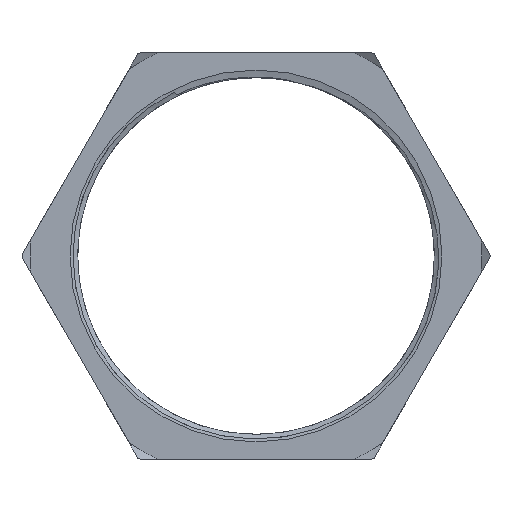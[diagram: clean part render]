
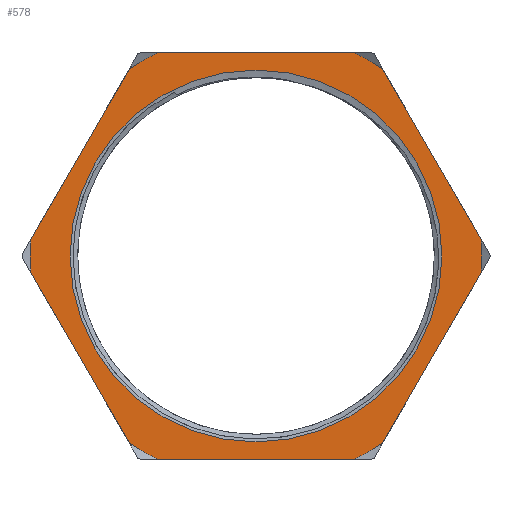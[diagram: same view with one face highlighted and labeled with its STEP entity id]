
A CAD part, left-side view. The second image highlights one B-rep face of the part: STEP entity #578.
In plain terms, the highlighted planar face has unit normal (-1, 0, 0).
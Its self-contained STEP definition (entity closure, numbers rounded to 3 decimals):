
#57=PLANE('',#648);
#61=FACE_BOUND('',#132,.T.);
#94=FACE_OUTER_BOUND('',#131,.T.);
#131=EDGE_LOOP('',(#514,#515,#516,#517,#518,#519,#520,#521,#522,#523,#524,
#525));
#132=EDGE_LOOP('',(#526));
#138=LINE('',#1500,#159);
#141=LINE('',#1523,#162);
#144=LINE('',#1546,#165);
#147=LINE('',#1569,#168);
#150=LINE('',#1592,#171);
#153=LINE('',#1615,#174);
#159=VECTOR('',#685,10.);
#162=VECTOR('',#690,10.);
#165=VECTOR('',#695,10.);
#168=VECTOR('',#700,10.);
#171=VECTOR('',#705,10.);
#174=VECTOR('',#710,10.);
#178=CIRCLE('',#591,32.021);
#198=CIRCLE('',#633,38.9);
#199=CIRCLE('',#635,38.9);
#200=CIRCLE('',#637,38.9);
#201=CIRCLE('',#639,38.9);
#202=CIRCLE('',#641,38.9);
#206=CIRCLE('',#649,38.9);
#222=VERTEX_POINT('',#833);
#234=VERTEX_POINT('',#1495);
#235=VERTEX_POINT('',#1499);
#241=VERTEX_POINT('',#1518);
#242=VERTEX_POINT('',#1522);
#248=VERTEX_POINT('',#1541);
#249=VERTEX_POINT('',#1545);
#255=VERTEX_POINT('',#1564);
#256=VERTEX_POINT('',#1568);
#262=VERTEX_POINT('',#1587);
#263=VERTEX_POINT('',#1591);
#269=VERTEX_POINT('',#1610);
#270=VERTEX_POINT('',#1614);
#278=EDGE_CURVE('',#222,#222,#178,.T.);
#296=EDGE_CURVE('',#235,#234,#138,.T.);
#303=EDGE_CURVE('',#242,#241,#141,.T.);
#310=EDGE_CURVE('',#249,#248,#144,.T.);
#317=EDGE_CURVE('',#256,#255,#147,.T.);
#324=EDGE_CURVE('',#263,#262,#150,.T.);
#331=EDGE_CURVE('',#270,#269,#153,.T.);
#350=EDGE_CURVE('',#249,#269,#198,.T.);
#351=EDGE_CURVE('',#235,#262,#199,.T.);
#352=EDGE_CURVE('',#242,#255,#200,.T.);
#353=EDGE_CURVE('',#256,#248,#201,.T.);
#354=EDGE_CURVE('',#263,#241,#202,.T.);
#358=EDGE_CURVE('',#270,#234,#206,.T.);
#514=ORIENTED_EDGE('',*,*,#296,.T.);
#515=ORIENTED_EDGE('',*,*,#358,.F.);
#516=ORIENTED_EDGE('',*,*,#331,.T.);
#517=ORIENTED_EDGE('',*,*,#350,.F.);
#518=ORIENTED_EDGE('',*,*,#310,.T.);
#519=ORIENTED_EDGE('',*,*,#353,.F.);
#520=ORIENTED_EDGE('',*,*,#317,.T.);
#521=ORIENTED_EDGE('',*,*,#352,.F.);
#522=ORIENTED_EDGE('',*,*,#303,.T.);
#523=ORIENTED_EDGE('',*,*,#354,.F.);
#524=ORIENTED_EDGE('',*,*,#324,.T.);
#525=ORIENTED_EDGE('',*,*,#351,.F.);
#526=ORIENTED_EDGE('',*,*,#278,.T.);
#578=ADVANCED_FACE('',(#94,#61),#57,.T.);
#591=AXIS2_PLACEMENT_3D('',#834,#660,#661);
#633=AXIS2_PLACEMENT_3D('',#1651,#764,#765);
#635=AXIS2_PLACEMENT_3D('',#1653,#768,#769);
#637=AXIS2_PLACEMENT_3D('',#1655,#772,#773);
#639=AXIS2_PLACEMENT_3D('',#1657,#776,#777);
#641=AXIS2_PLACEMENT_3D('',#1659,#780,#781);
#648=AXIS2_PLACEMENT_3D('',#1666,#794,#795);
#649=AXIS2_PLACEMENT_3D('',#1667,#796,#797);
#660=DIRECTION('center_axis',(1.,0.,0.));
#661=DIRECTION('ref_axis',(0.,1.,0.));
#685=DIRECTION('',(0.,1.,0.));
#690=DIRECTION('',(0.,-0.5,0.866));
#695=DIRECTION('',(0.,-0.5,-0.866));
#700=DIRECTION('',(0.,-1.,0.));
#705=DIRECTION('',(0.,0.5,0.866));
#710=DIRECTION('',(0.,0.5,-0.866));
#764=DIRECTION('center_axis',(1.,0.,0.));
#765=DIRECTION('ref_axis',(0.,0.,-1.));
#768=DIRECTION('center_axis',(1.,0.,0.));
#769=DIRECTION('ref_axis',(0.,0.,-1.));
#772=DIRECTION('center_axis',(1.,0.,0.));
#773=DIRECTION('ref_axis',(0.,0.,-1.));
#776=DIRECTION('center_axis',(1.,0.,0.));
#777=DIRECTION('ref_axis',(0.,0.,-1.));
#780=DIRECTION('center_axis',(1.,0.,0.));
#781=DIRECTION('ref_axis',(0.,0.,-1.));
#794=DIRECTION('center_axis',(-1.,0.,0.));
#795=DIRECTION('ref_axis',(0.,0.,1.));
#796=DIRECTION('center_axis',(1.,0.,0.));
#797=DIRECTION('ref_axis',(0.,0.,-1.));
#833=CARTESIAN_POINT('',(-5.,32.021,0.));
#834=CARTESIAN_POINT('Origin',(-5.,0.,0.));
#1495=CARTESIAN_POINT('',(-5.,16.977,35.));
#1499=CARTESIAN_POINT('',(-5.,-16.977,35.));
#1500=CARTESIAN_POINT('',(-5.,29.439,35.));
#1518=CARTESIAN_POINT('',(-5.,-38.799,-2.798));
#1522=CARTESIAN_POINT('',(-5.,-21.823,-32.202));
#1523=CARTESIAN_POINT('',(-5.,-30.443,-17.272));
#1541=CARTESIAN_POINT('',(-5.,21.823,-32.202));
#1545=CARTESIAN_POINT('',(-5.,38.799,-2.798));
#1546=CARTESIAN_POINT('',(-5.,30.179,-17.728));
#1564=CARTESIAN_POINT('',(-5.,-16.977,-35.));
#1568=CARTESIAN_POINT('',(-5.,16.977,-35.));
#1569=CARTESIAN_POINT('',(-5.,9.461,-35.));
#1587=CARTESIAN_POINT('',(-5.,-21.823,32.202));
#1591=CARTESIAN_POINT('',(-5.,-38.799,2.798));
#1592=CARTESIAN_POINT('',(-5.,-20.454,34.572));
#1610=CARTESIAN_POINT('',(-5.,38.799,2.798));
#1614=CARTESIAN_POINT('',(-5.,21.823,32.202));
#1615=CARTESIAN_POINT('',(-5.,40.168,0.428));
#1651=CARTESIAN_POINT('Origin',(-5.,0.,
0.));
#1653=CARTESIAN_POINT('Origin',(-5.,0.,
0.));
#1655=CARTESIAN_POINT('Origin',(-5.,0.,
0.));
#1657=CARTESIAN_POINT('Origin',(-5.,0.,
0.));
#1659=CARTESIAN_POINT('Origin',(-5.,0.,
0.));
#1666=CARTESIAN_POINT('Origin',(-5.,38.9,0.));
#1667=CARTESIAN_POINT('Origin',(-5.,0.,
0.));
